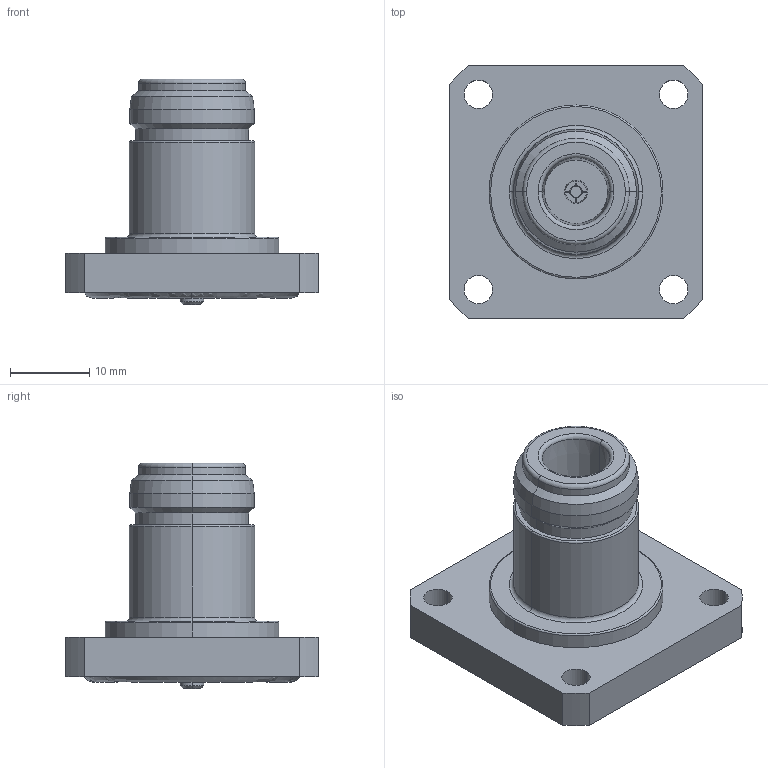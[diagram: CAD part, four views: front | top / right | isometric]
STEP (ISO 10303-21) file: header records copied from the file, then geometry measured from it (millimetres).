
FILE_DESCRIPTION (( 'STEP AP214' ), '1' );
FILE_NAME ('J01021H1059.STEP', '2016-04-04T11:21:42', ( '' ), ( '' ), 'SwSTEP 2.0', 'SolidWorks 2015', '' );
FILE_SCHEMA (( 'AUTOMOTIVE_DESIGN' ));
Length unit declared in the file: millimetre
Products named in the file (1): J01021H1059
Bounding box: 32 x 32 x 28.55 mm (x, y, z)
Volume: 8040.6 mm3; surface area: 5435.7 mm2
Topology: 2 solids, 2 shells, 98 faces, 220 edges, 136 vertices
Faces by surface type: cylinder 40, plane 26, cone 16, torus 12, bspline 4
Entity records: 3933 total; most frequent: CARTESIAN_POINT 575, DIRECTION 502, ORIENTED_EDGE 440, EDGE_CURVE 220, AXIS2_PLACEMENT_3D 207, VERTEX_POINT 136, EDGE_LOOP 118, CIRCLE 112
